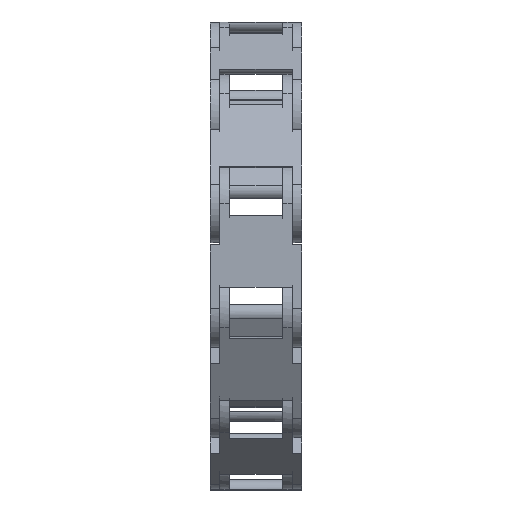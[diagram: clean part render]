
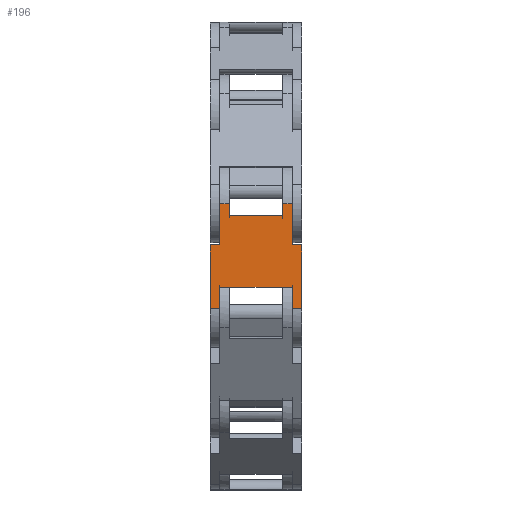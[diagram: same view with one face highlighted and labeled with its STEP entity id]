
A CAD part, front view. The second image highlights one B-rep face of the part: STEP entity #196.
In plain terms, the highlighted face is planar.
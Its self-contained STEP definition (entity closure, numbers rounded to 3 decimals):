
#196=ADVANCED_FACE('',(#318),#2211,.T.);
#318=FACE_OUTER_BOUND('',#447,.T.);
#447=EDGE_LOOP('',(#798,#799,#800,#801,#802,#803,#804,#805,#806,#807,#808,
#809,#810,#811,#812,#813));
#798=ORIENTED_EDGE('',*,*,#1371,.T.);
#799=ORIENTED_EDGE('',*,*,#1372,.T.);
#800=ORIENTED_EDGE('',*,*,#1365,.T.);
#801=ORIENTED_EDGE('',*,*,#1366,.T.);
#802=ORIENTED_EDGE('',*,*,#1369,.T.);
#803=ORIENTED_EDGE('',*,*,#1370,.T.);
#804=ORIENTED_EDGE('',*,*,#1367,.T.);
#805=ORIENTED_EDGE('',*,*,#1358,.F.);
#806=ORIENTED_EDGE('',*,*,#1359,.T.);
#807=ORIENTED_EDGE('',*,*,#1360,.T.);
#808=ORIENTED_EDGE('',*,*,#1368,.T.);
#809=ORIENTED_EDGE('',*,*,#1362,.T.);
#810=ORIENTED_EDGE('',*,*,#1361,.T.);
#811=ORIENTED_EDGE('',*,*,#1363,.T.);
#812=ORIENTED_EDGE('',*,*,#1364,.T.);
#813=ORIENTED_EDGE('',*,*,#1342,.F.);
#1342=EDGE_CURVE('',#1985,#1987,#1750,.T.);
#1358=EDGE_CURVE('',#2004,#2003,#1766,.T.);
#1359=EDGE_CURVE('',#2004,#2005,#1767,.T.);
#1360=EDGE_CURVE('',#2005,#2006,#1768,.T.);
#1361=EDGE_CURVE('',#2008,#2007,#1769,.T.);
#1362=EDGE_CURVE('',#2009,#2008,#1770,.T.);
#1363=EDGE_CURVE('',#2007,#2010,#1771,.T.);
#1364=EDGE_CURVE('',#2010,#1987,#1772,.T.);
#1365=EDGE_CURVE('',#2011,#2012,#1773,.T.);
#1366=EDGE_CURVE('',#2012,#2014,#1774,.T.);
#1367=EDGE_CURVE('',#2013,#2003,#1775,.T.);
#1368=EDGE_CURVE('',#2006,#2009,#1776,.T.);
#1369=EDGE_CURVE('',#2014,#2015,#1777,.T.);
#1370=EDGE_CURVE('',#2015,#2013,#1778,.T.);
#1371=EDGE_CURVE('',#1985,#2016,#1779,.T.);
#1372=EDGE_CURVE('',#2016,#2011,#1780,.T.);
#1750=B_SPLINE_CURVE_WITH_KNOTS('',1,(#3801,#3802),.UNSPECIFIED.,.F.,.F.,
(2,2),(7.547,8.785),.UNSPECIFIED.);
#1766=B_SPLINE_CURVE_WITH_KNOTS('',1,(#3833,#3834),.UNSPECIFIED.,.F.,.F.,
(2,2),(0.079,0.889),.UNSPECIFIED.);
#1767=B_SPLINE_CURVE_WITH_KNOTS('',1,(#3835,#3836),.UNSPECIFIED.,.F.,.F.,
(2,2),(0.,0.182),.UNSPECIFIED.);
#1768=B_SPLINE_CURVE_WITH_KNOTS('',1,(#3837,#3838),.UNSPECIFIED.,.F.,.F.,
(2,2),(-0.302,0.),.UNSPECIFIED.);
#1769=B_SPLINE_CURVE_WITH_KNOTS('',1,(#3839,#3840),.UNSPECIFIED.,.F.,.F.,
(2,2),(-0.182,0.),.UNSPECIFIED.);
#1770=B_SPLINE_CURVE_WITH_KNOTS('',1,(#3841,#3842),.UNSPECIFIED.,.F.,.F.,
(2,2),(0.,0.302),.UNSPECIFIED.);
#1771=B_SPLINE_CURVE_WITH_KNOTS('',1,(#3843,#3844),.UNSPECIFIED.,.F.,.F.,
(2,2),(0.079,0.889),.UNSPECIFIED.);
#1772=B_SPLINE_CURVE_WITH_KNOTS('',1,(#3845,#3846),.UNSPECIFIED.,.F.,.F.,
(2,2),(0.,0.185),.UNSPECIFIED.);
#1773=B_SPLINE_CURVE_WITH_KNOTS('',1,(#3847,#3848),.UNSPECIFIED.,.F.,.F.,
(2,2),(0.,1.914),.UNSPECIFIED.);
#1774=B_SPLINE_CURVE_WITH_KNOTS('',1,(#3849,#3850),.UNSPECIFIED.,.F.,.F.,
(2,2),(0.,0.363),.UNSPECIFIED.);
#1775=B_SPLINE_CURVE_WITH_KNOTS('',1,(#3851,#3852),.UNSPECIFIED.,.F.,.F.,
(2,2),(-0.185,0.),.UNSPECIFIED.);
#1776=B_SPLINE_CURVE_WITH_KNOTS('',1,(#3853,#3854),.UNSPECIFIED.,.F.,.F.,
(2,2),(0.,1.55),.UNSPECIFIED.);
#1777=B_SPLINE_CURVE_WITH_KNOTS('',1,(#3855,#3856),.UNSPECIFIED.,.F.,.F.,
(2,2),(0.25,0.435),.UNSPECIFIED.);
#1778=B_SPLINE_CURVE_WITH_KNOTS('',1,(#3857,#3858),.UNSPECIFIED.,.F.,.F.,
(2,2),(-1.238,0.),.UNSPECIFIED.);
#1779=B_SPLINE_CURVE_WITH_KNOTS('',1,(#3859,#3860),.UNSPECIFIED.,.F.,.F.,
(2,2),(-2.349,-2.164),.UNSPECIFIED.);
#1780=B_SPLINE_CURVE_WITH_KNOTS('',1,(#3861,#3862),.UNSPECIFIED.,.F.,.F.,
(2,2),(-0.363,0.),.UNSPECIFIED.);
#1985=VERTEX_POINT('',#3706);
#1987=VERTEX_POINT('',#3708);
#2003=VERTEX_POINT('',#3724);
#2004=VERTEX_POINT('',#3725);
#2005=VERTEX_POINT('',#3726);
#2006=VERTEX_POINT('',#3727);
#2007=VERTEX_POINT('',#3728);
#2008=VERTEX_POINT('',#3729);
#2009=VERTEX_POINT('',#3730);
#2010=VERTEX_POINT('',#3731);
#2011=VERTEX_POINT('',#3732);
#2012=VERTEX_POINT('',#3733);
#2013=VERTEX_POINT('',#3734);
#2014=VERTEX_POINT('',#3735);
#2015=VERTEX_POINT('',#3736);
#2016=VERTEX_POINT('',#3737);
#2211=PLANE('',#2384);
#2384=AXIS2_PLACEMENT_3D('',#3323,#2488,$);
#2488=DIRECTION('',(0.,0.,1.));
#3323=CARTESIAN_POINT('',(-8.92,10.263,15.31));
#3706=CARTESIAN_POINT('',(-8.92,-10.213,15.31));
#3708=CARTESIAN_POINT('',(-8.92,2.167,15.31));
#3724=CARTESIAN_POINT('',(7.07,2.167,15.31));
#3725=CARTESIAN_POINT('',(7.07,10.263,15.31));
#3726=CARTESIAN_POINT('',(5.25,10.263,15.31));
#3727=CARTESIAN_POINT('',(5.25,7.848,15.31));
#3728=CARTESIAN_POINT('',(-7.07,10.263,15.31));
#3729=CARTESIAN_POINT('',(-5.25,10.263,15.31));
#3730=CARTESIAN_POINT('',(-5.25,7.848,15.31));
#3731=CARTESIAN_POINT('',(-7.07,2.167,15.31));
#3732=CARTESIAN_POINT('',(-7.07,-6.153,15.31));
#3733=CARTESIAN_POINT('',(7.07,-6.153,15.31));
#3734=CARTESIAN_POINT('',(8.92,2.167,15.31));
#3735=CARTESIAN_POINT('',(7.07,-10.213,15.31));
#3736=CARTESIAN_POINT('',(8.92,-10.213,15.31));
#3737=CARTESIAN_POINT('',(-7.07,-10.213,15.31));
#3801=CARTESIAN_POINT('',(-8.92,-10.213,15.31));
#3802=CARTESIAN_POINT('',(-8.92,2.167,15.31));
#3833=CARTESIAN_POINT('',(7.07,10.263,15.31));
#3834=CARTESIAN_POINT('',(7.07,2.167,15.31));
#3835=CARTESIAN_POINT('',(7.07,10.263,15.31));
#3836=CARTESIAN_POINT('',(5.25,10.263,15.31));
#3837=CARTESIAN_POINT('',(5.25,10.263,15.31));
#3838=CARTESIAN_POINT('',(5.25,7.848,15.31));
#3839=CARTESIAN_POINT('',(-5.25,10.263,15.31));
#3840=CARTESIAN_POINT('',(-7.07,10.263,15.31));
#3841=CARTESIAN_POINT('',(-5.25,7.848,15.31));
#3842=CARTESIAN_POINT('',(-5.25,10.263,15.31));
#3843=CARTESIAN_POINT('',(-7.07,10.263,15.31));
#3844=CARTESIAN_POINT('',(-7.07,2.167,15.31));
#3845=CARTESIAN_POINT('',(-7.07,2.167,15.31));
#3846=CARTESIAN_POINT('',(-8.92,2.167,15.31));
#3847=CARTESIAN_POINT('',(-7.07,-6.153,15.31));
#3848=CARTESIAN_POINT('',(7.07,-6.153,15.31));
#3849=CARTESIAN_POINT('',(7.07,-6.153,15.31));
#3850=CARTESIAN_POINT('',(7.07,-10.213,15.31));
#3851=CARTESIAN_POINT('',(8.92,2.167,15.31));
#3852=CARTESIAN_POINT('',(7.07,2.167,15.31));
#3853=CARTESIAN_POINT('',(5.25,7.848,15.31));
#3854=CARTESIAN_POINT('',(-5.25,7.848,15.31));
#3855=CARTESIAN_POINT('',(7.07,-10.213,15.31));
#3856=CARTESIAN_POINT('',(8.92,-10.213,15.31));
#3857=CARTESIAN_POINT('',(8.92,-10.213,15.31));
#3858=CARTESIAN_POINT('',(8.92,2.167,15.31));
#3859=CARTESIAN_POINT('',(-8.92,-10.213,15.31));
#3860=CARTESIAN_POINT('',(-7.07,-10.213,15.31));
#3861=CARTESIAN_POINT('',(-7.07,-10.213,15.31));
#3862=CARTESIAN_POINT('',(-7.07,-6.153,15.31));
